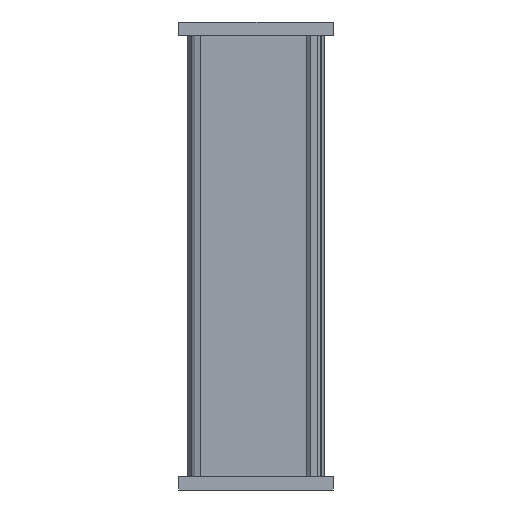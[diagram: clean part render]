
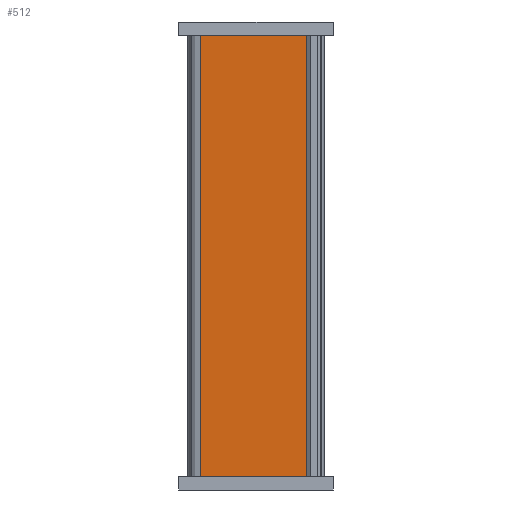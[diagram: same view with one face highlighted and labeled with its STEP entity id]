
A CAD part, left-side view. The second image highlights one B-rep face of the part: STEP entity #512.
In plain terms, the highlighted planar face has unit normal (-0.999, 0.052, 0).
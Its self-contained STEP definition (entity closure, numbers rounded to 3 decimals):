
#51 = VECTOR ( 'NONE', #840, 1000. ) ;
#211 = VECTOR ( 'NONE', #487, 1000. ) ;
#230 = CARTESIAN_POINT ( 'NONE',  ( -1.161, -28.105, -100. ) ) ;
#234 = CARTESIAN_POINT ( 'NONE',  ( 0.312, 0., 0. ) ) ;
#236 = VERTEX_POINT ( 'NONE', #574 ) ;
#256 = CARTESIAN_POINT ( 'NONE',  ( 0.312, 0., -100. ) ) ;
#318 = AXIS2_PLACEMENT_3D ( 'NONE', #256, #358, #664 ) ;
#324 = FACE_OUTER_BOUND ( 'NONE', #1225, .T. ) ;
#358 = DIRECTION ( 'NONE',  ( 0.999, -0.052, 0. ) ) ;
#487 = DIRECTION ( 'NONE',  ( 0., 0., 1. ) ) ;
#493 = VERTEX_POINT ( 'NONE', #545 ) ;
#512 = ADVANCED_FACE ( 'NONE', ( #324 ), #1162, .F. ) ;
#519 = VECTOR ( 'NONE', #917, 1000. ) ;
#532 = LINE ( 'NONE', #234, #1039 ) ;
#545 = CARTESIAN_POINT ( 'NONE',  ( 0.163, -2.843, 0. ) ) ;
#564 = VERTEX_POINT ( 'NONE', #590 ) ;
#574 = CARTESIAN_POINT ( 'NONE',  ( -1.161, -28.105, 0. ) ) ;
#590 = CARTESIAN_POINT ( 'NONE',  ( -1.161, -28.105, -100. ) ) ;
#639 = DIRECTION ( 'NONE',  ( 0.052, 0.999, 0. ) ) ;
#659 = LINE ( 'NONE', #230, #51 ) ;
#664 = DIRECTION ( 'NONE',  ( 0.052, 0.999, 0. ) ) ;
#697 = EDGE_CURVE ( 'NONE', #564, #736, #780, .T. ) ;
#736 = VERTEX_POINT ( 'NONE', #1213 ) ;
#780 = LINE ( 'NONE', #1139, #519 ) ;
#840 = DIRECTION ( 'NONE',  ( 0., 0., 1. ) ) ;
#903 = ORIENTED_EDGE ( 'NONE', *, *, #923, .T. ) ;
#917 = DIRECTION ( 'NONE',  ( 0.052, 0.999, 0. ) ) ;
#921 = ORIENTED_EDGE ( 'NONE', *, *, #1260, .F. ) ;
#923 = EDGE_CURVE ( 'NONE', #564, #236, #659, .T. ) ;
#948 = ORIENTED_EDGE ( 'NONE', *, *, #697, .F. ) ;
#986 = LINE ( 'NONE', #1091, #211 ) ;
#988 = EDGE_CURVE ( 'NONE', #236, #493, #532, .T. ) ;
#1039 = VECTOR ( 'NONE', #639, 1000. ) ;
#1091 = CARTESIAN_POINT ( 'NONE',  ( 0.163, -2.843, -100. ) ) ;
#1139 = CARTESIAN_POINT ( 'NONE',  ( 0.312, 0., -100. ) ) ;
#1162 = PLANE ( 'NONE',  #318 ) ;
#1213 = CARTESIAN_POINT ( 'NONE',  ( 0.163, -2.843, -100. ) ) ;
#1225 = EDGE_LOOP ( 'NONE', ( #1284, #921, #948, #903 ) ) ;
#1260 = EDGE_CURVE ( 'NONE', #736, #493, #986, .T. ) ;
#1284 = ORIENTED_EDGE ( 'NONE', *, *, #988, .T. ) ;
